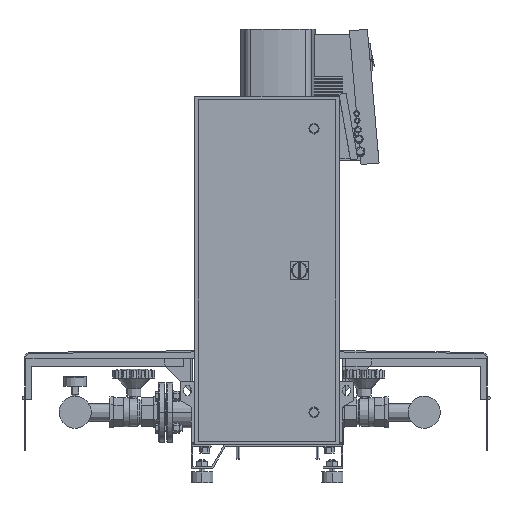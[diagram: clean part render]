
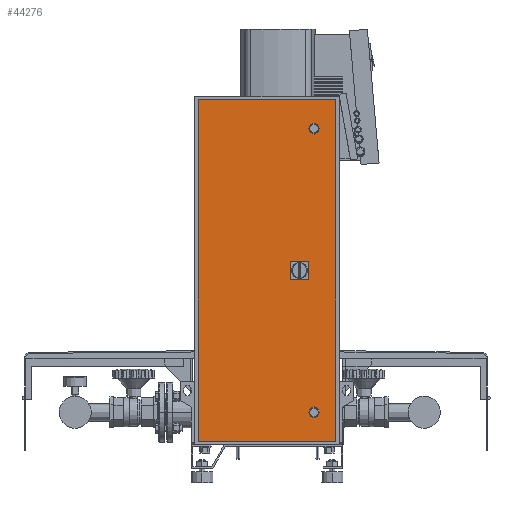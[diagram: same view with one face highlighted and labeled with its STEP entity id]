
A CAD part, left-side view. The second image highlights one B-rep face of the part: STEP entity #44276.
In plain terms, the highlighted free-form (B-spline) face has degree [1, 1] with [2, 2] control points.
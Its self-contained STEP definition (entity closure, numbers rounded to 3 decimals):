
#43796=CARTESIAN_POINT('',(-200.0,-130.0,180.0));
#43797=VERTEX_POINT('',#43796);
#43813=CARTESIAN_POINT('',(-200.0,-130.0,210.0));
#43814=VERTEX_POINT('',#43813);
#43821=CARTESIAN_POINT('',(-200.0,-130.0,195.0));
#43822=DIRECTION('',(1.0,0.0,0.0));
#43823=DIRECTION('',(0.0,0.0,-1.0));
#43824=AXIS2_PLACEMENT_3D('',#43821,#43822,#43823);
#43825=CIRCLE('',#43824,15.0);
#43826=EDGE_CURVE('',#43797,#43814,#43825,.T.);
#43878=CARTESIAN_POINT('',(-200.0,-130.0,965.0));
#43879=VERTEX_POINT('',#43878);
#43895=CARTESIAN_POINT('',(-200.0,-130.0,995.0));
#43896=VERTEX_POINT('',#43895);
#43903=CARTESIAN_POINT('',(-200.0,-130.0,980.0));
#43904=DIRECTION('',(1.0,0.0,0.0));
#43905=DIRECTION('',(0.0,0.0,-1.0));
#43906=AXIS2_PLACEMENT_3D('',#43903,#43904,#43905);
#43907=CIRCLE('',#43906,15.0);
#43908=EDGE_CURVE('',#43879,#43896,#43907,.T.);
#44017=CARTESIAN_POINT('',(-200.0,-130.0,980.0));
#44018=DIRECTION('',(1.0,0.0,0.0));
#44019=DIRECTION('',(0.0,0.0,-1.0));
#44020=AXIS2_PLACEMENT_3D('',#44017,#44018,#44019);
#44021=CIRCLE('',#44020,15.0);
#44022=EDGE_CURVE('',#43896,#43879,#44021,.T.);
#44073=CARTESIAN_POINT('',(-200.0,-130.0,195.0));
#44074=DIRECTION('',(1.0,0.0,0.0));
#44075=DIRECTION('',(0.0,0.0,-1.0));
#44076=AXIS2_PLACEMENT_3D('',#44073,#44074,#44075);
#44077=CIRCLE('',#44076,15.0);
#44078=EDGE_CURVE('',#43814,#43797,#44077,.T.);
#44166=CARTESIAN_POINT('',(-200.,190.,1060.0));
#44167=VERTEX_POINT('',#44166);
#44168=CARTESIAN_POINT('',(-200.,190.0,115.0));
#44169=VERTEX_POINT('',#44168);
#44170=CARTESIAN_POINT('',(-200.,190.,1060.0));
#44171=DIRECTION('',(0.0,0.0,-1.0));
#44172=VECTOR('',#44171,945.0);
#44173=LINE('',#44170,#44172);
#44174=EDGE_CURVE('',#44167,#44169,#44173,.T.);
#44197=CARTESIAN_POINT('',(-200.0,-190.0,115.0));
#44198=VERTEX_POINT('',#44197);
#44199=CARTESIAN_POINT('',(-200.,190.0,115.0));
#44200=DIRECTION('',(0.0,-1.0,0.0));
#44201=VECTOR('',#44200,380.0);
#44202=LINE('',#44199,#44201);
#44203=EDGE_CURVE('',#44169,#44198,#44202,.T.);
#44221=CARTESIAN_POINT('',(-200.0,-190.0,1060.0));
#44222=VERTEX_POINT('',#44221);
#44223=CARTESIAN_POINT('',(-200.0,-190.0,115.0));
#44224=DIRECTION('',(0.0,0.0,1.0));
#44225=VECTOR('',#44224,945.0);
#44226=LINE('',#44223,#44225);
#44227=EDGE_CURVE('',#44198,#44222,#44226,.T.);
#44245=CARTESIAN_POINT('',(-200.0,-190.0,1060.0));
#44246=DIRECTION('',(0.0,1.0,0.0));
#44247=VECTOR('',#44246,380.);
#44248=LINE('',#44245,#44247);
#44249=EDGE_CURVE('',#44222,#44167,#44248,.T.);
#44257=CARTESIAN_POINT('',(-200.0,190.0,1060.0));
#44258=CARTESIAN_POINT('',(-200.0,190.0,115.0));
#44259=CARTESIAN_POINT('',(-200.,-190.0,1060.0));
#44260=CARTESIAN_POINT('',(-200.0,-190.0,115.0));
#44261=B_SPLINE_SURFACE_WITH_KNOTS('',1,1,((#44257,#44259),(#44258,#44260)),.UNSPECIFIED.,.F.,.F.,.U.,(2,2),(2,2),(0.0,945.0),(0.0,380.0),.UNSPECIFIED.);
#44262=ORIENTED_EDGE('',*,*,#44174,.T.);
#44263=ORIENTED_EDGE('',*,*,#44203,.T.);
#44264=ORIENTED_EDGE('',*,*,#44227,.T.);
#44265=ORIENTED_EDGE('',*,*,#44249,.T.);
#44266=EDGE_LOOP('',(#44262,#44263,#44264,#44265));
#44267=FACE_OUTER_BOUND('',#44266,.T.);
#44268=ORIENTED_EDGE('',*,*,#44078,.T.);
#44269=ORIENTED_EDGE('',*,*,#43826,.T.);
#44270=EDGE_LOOP('',(#44268,#44269));
#44271=FACE_BOUND('',#44270,.T.);
#44272=ORIENTED_EDGE('',*,*,#44022,.T.);
#44273=ORIENTED_EDGE('',*,*,#43908,.T.);
#44274=EDGE_LOOP('',(#44272,#44273));
#44275=FACE_BOUND('',#44274,.T.);
#44276=ADVANCED_FACE('',(#44267,#44271,#44275),#44261,.T.);
